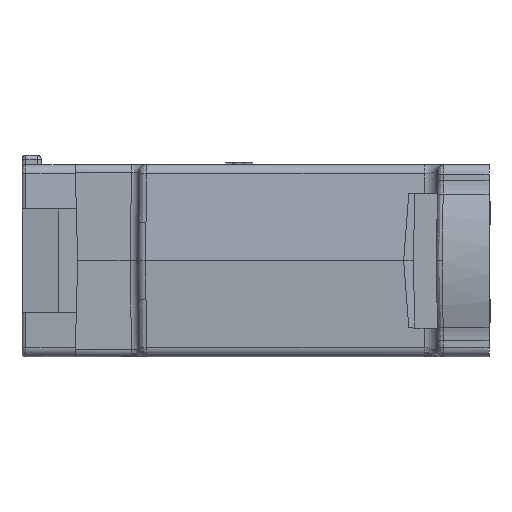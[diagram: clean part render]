
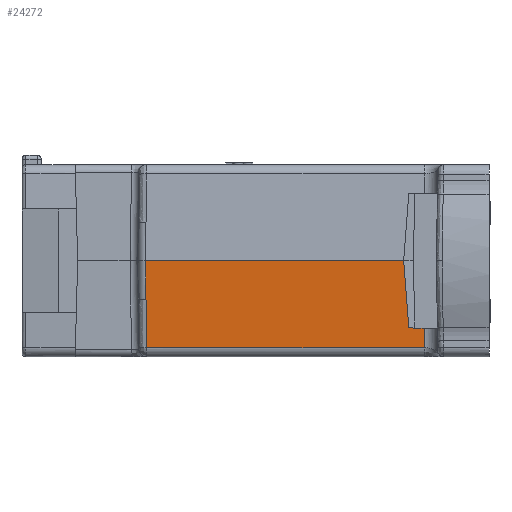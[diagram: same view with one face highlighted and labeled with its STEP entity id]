
A CAD part, left-side view. The second image highlights one B-rep face of the part: STEP entity #24272.
In plain terms, the highlighted planar face has unit normal (-0.999, 0, -0.052).
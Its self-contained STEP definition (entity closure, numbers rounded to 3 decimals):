
#1829=DIRECTION('',(-0.001,1.,0.017));
#1830=VECTOR('',#1829,0.793);
#1831=CARTESIAN_POINT('',(-9.316,-11.952,
-3.512));
#1832=LINE('',#1831,#1830);
#2305=CARTESIAN_POINT('',(-9.5,2.564,0.));
#2307=DIRECTION('',(0.052,-0.017,-0.998));
#2308=VECTOR('',#2307,1.016);
#2309=CARTESIAN_POINT('',(-9.316,-11.952,
-3.512));
#2310=LINE('',#2309,#2308);
#2311=DIRECTION('',(0.,-1.,0.));
#2312=VECTOR('',#2311,14.48);
#2313=CARTESIAN_POINT('',(-9.263,2.51,
-4.526));
#2314=LINE('',#2313,#2312);
#2315=CARTESIAN_POINT('',(-9.263,2.51,
-4.526));
#2316=CARTESIAN_POINT('',(-9.278,2.513,
-4.245));
#2317=CARTESIAN_POINT('',(-9.307,2.518,
-3.684));
#2318=CARTESIAN_POINT('',(-9.351,2.527,
-2.844));
#2319=CARTESIAN_POINT('',(-9.38,2.534,
-2.284));
#2320=CARTESIAN_POINT('',(-9.395,2.538,
-2.005));
#2322=DIRECTION('',(-0.052,0.013,0.999));
#2323=VECTOR('',#2322,2.008);
#2324=CARTESIAN_POINT('',(-9.395,2.538,
-2.005));
#2325=LINE('',#2324,#2323);
#2326=DIRECTION('',(0.,1.,0.));
#2327=VECTOR('',#2326,13.454);
#2328=CARTESIAN_POINT('',(-9.5,-10.89,0.));
#2329=LINE('',#2328,#2327);
#2330=DIRECTION('',(-0.052,0.077,0.996));
#2331=VECTOR('',#2330,3.513);
#2332=CARTESIAN_POINT('',(-9.317,-11.159,
-3.498));
#2333=LINE('',#2332,#2331);
#18484=CARTESIAN_POINT('',(-9.395,2.538,
-2.005));
#18485=VERTEX_POINT('',#18484);
#18487=VERTEX_POINT('',#2305);
#18616=CARTESIAN_POINT('',(-9.5,-10.89,0.));
#18617=VERTEX_POINT('',#18616);
#18692=CARTESIAN_POINT('',(-9.263,2.51,
-4.526));
#18693=CARTESIAN_POINT('',(-9.263,-11.97,
-4.526));
#18694=VERTEX_POINT('',#18692);
#18695=VERTEX_POINT('',#18693);
#18890=CARTESIAN_POINT('',(-9.317,-11.159,
-3.498));
#18891=VERTEX_POINT('',#18890);
#18920=CARTESIAN_POINT('',(-9.316,-11.952,
-3.512));
#18921=VERTEX_POINT('',#18920);
#24256=CARTESIAN_POINT('',(-9.5,-12.59,0.));
#24257=DIRECTION('',(-0.999,0.,-0.052));
#24258=DIRECTION('',(0.,1.,0.));
#24259=AXIS2_PLACEMENT_3D('',#24256,#24257,#24258);
#24260=PLANE('',#24259);
#24261=ORIENTED_EDGE('',*,*,#23387,.T.);
#24263=ORIENTED_EDGE('',*,*,#24262,.F.);
#24264=ORIENTED_EDGE('',*,*,#24198,.T.);
#24265=ORIENTED_EDGE('',*,*,#24215,.T.);
#24266=ORIENTED_EDGE('',*,*,#23291,.F.);
#24268=ORIENTED_EDGE('',*,*,#24267,.F.);
#24269=ORIENTED_EDGE('',*,*,#23344,.F.);
#24270=EDGE_LOOP('',(#24261,#24263,#24264,#24265,#24266,#24268,#24269));
#24271=FACE_OUTER_BOUND('',#24270,.F.);
#24272=ADVANCED_FACE('',(#24271),#24260,.T.);
#2321=B_SPLINE_CURVE_WITH_KNOTS('',3,(#2315,#2316,#2317,#2318,#2319,#2320),
.UNSPECIFIED.,.F.,.F.,(4,1,1,4),(0.,0.333,0.667,1.),
.UNSPECIFIED.);
#23291=EDGE_CURVE('',#18617,#18487,#2329,.T.);
#23344=EDGE_CURVE('',#18921,#18891,#1832,.T.);
#23387=EDGE_CURVE('',#18921,#18695,#2310,.T.);
#24198=EDGE_CURVE('',#18694,#18485,#2321,.T.);
#24215=EDGE_CURVE('',#18485,#18487,#2325,.T.);
#24262=EDGE_CURVE('',#18694,#18695,#2314,.T.);
#24267=EDGE_CURVE('',#18891,#18617,#2333,.T.);
